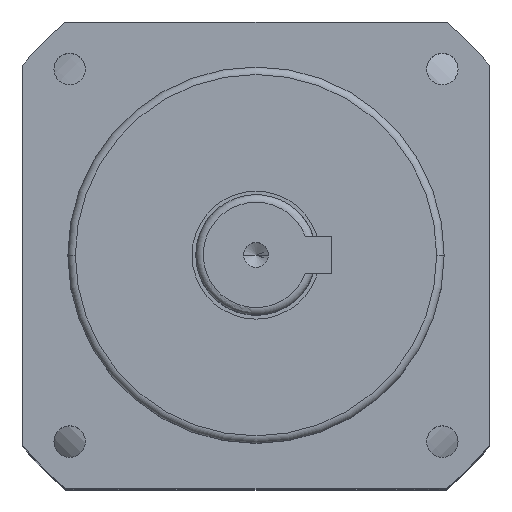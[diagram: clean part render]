
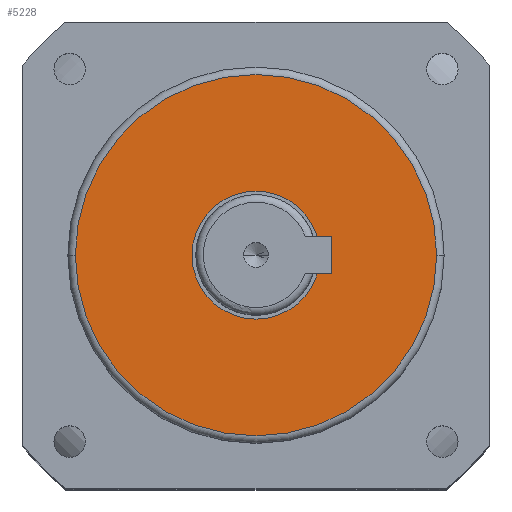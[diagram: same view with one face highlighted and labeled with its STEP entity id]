
A CAD part, top view. The second image highlights one B-rep face of the part: STEP entity #5228.
In plain terms, the highlighted planar face has unit normal (0, 0, 1).
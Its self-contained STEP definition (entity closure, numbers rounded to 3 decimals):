
#173 = ORIENTED_EDGE ( 'NONE', *, *, #1879, .F. ) ;
#441 = AXIS2_PLACEMENT_3D ( 'NONE', #4949, #1936, #5462 ) ;
#551 = CARTESIAN_POINT ( 'NONE',  ( 0., 24., -21. ) ) ;
#790 = EDGE_CURVE ( 'NONE', #6637, #6030, #2078, .T. ) ;
#1093 = DIRECTION ( 'NONE',  ( 0., 0., 1. ) ) ;
#1338 = CARTESIAN_POINT ( 'NONE',  ( 8.5, 0., -21. ) ) ;
#1433 = ORIENTED_EDGE ( 'NONE', *, *, #790, .T. ) ;
#1557 = PLANE ( 'NONE',  #5567 ) ;
#1601 = DIRECTION ( 'NONE',  ( -1., 0., 0. ) ) ;
#1879 = EDGE_CURVE ( 'NONE', #4613, #5511, #1956, .T. ) ;
#1936 = DIRECTION ( 'NONE',  ( 0., 0., 1. ) ) ;
#1956 = CIRCLE ( 'NONE', #441, 8.5 ) ;
#2078 = CIRCLE ( 'NONE', #3436, 24. ) ;
#2364 = EDGE_LOOP ( 'NONE', ( #4863, #173 ) ) ;
#2591 = DIRECTION ( 'NONE',  ( 0., 0., 1. ) ) ;
#2628 = ORIENTED_EDGE ( 'NONE', *, *, #6432, .T. ) ;
#3124 = CARTESIAN_POINT ( 'NONE',  ( 0., 0., -21. ) ) ;
#3164 = CIRCLE ( 'NONE', #3713, 24. ) ;
#3419 = CARTESIAN_POINT ( 'NONE',  ( -8.5, 0., -21. ) ) ;
#3436 = AXIS2_PLACEMENT_3D ( 'NONE', #3124, #3636, #4114 ) ;
#3636 = DIRECTION ( 'NONE',  ( 0., 0., 1. ) ) ;
#3713 = AXIS2_PLACEMENT_3D ( 'NONE', #5592, #2591, #6116 ) ;
#4028 = EDGE_CURVE ( 'NONE', #5511, #4613, #5829, .T. ) ;
#4114 = DIRECTION ( 'NONE',  ( 1., 0., 0. ) ) ;
#4116 = CARTESIAN_POINT ( 'NONE',  ( 0., 0., -21. ) ) ;
#4213 = CARTESIAN_POINT ( 'NONE',  ( -24., 0., -21. ) ) ;
#4512 = CARTESIAN_POINT ( 'NONE',  ( 24., 0., -21. ) ) ;
#4613 = VERTEX_POINT ( 'NONE', #3419 ) ;
#4623 = DIRECTION ( 'NONE',  ( 0., 0., -1. ) ) ;
#4641 = DIRECTION ( 'NONE',  ( 1., 0., 0. ) ) ;
#4863 = ORIENTED_EDGE ( 'NONE', *, *, #4028, .F. ) ;
#4949 = CARTESIAN_POINT ( 'NONE',  ( 0., 0., -21. ) ) ;
#5000 = EDGE_LOOP ( 'NONE', ( #2628, #1433 ) ) ;
#5087 = FACE_OUTER_BOUND ( 'NONE', #5000, .T. ) ;
#5142 = AXIS2_PLACEMENT_3D ( 'NONE', #4116, #1093, #4641 ) ;
#5228 = ADVANCED_FACE ( 'NONE', ( #6610, #5087 ), #1557, .F. ) ;
#5462 = DIRECTION ( 'NONE',  ( 1., 0., 0. ) ) ;
#5511 = VERTEX_POINT ( 'NONE', #1338 ) ;
#5567 = AXIS2_PLACEMENT_3D ( 'NONE', #551, #4623, #1601 ) ;
#5592 = CARTESIAN_POINT ( 'NONE',  ( 0., 0., -21. ) ) ;
#5829 = CIRCLE ( 'NONE', #5142, 8.5 ) ;
#6030 = VERTEX_POINT ( 'NONE', #4512 ) ;
#6116 = DIRECTION ( 'NONE',  ( 1., 0., 0. ) ) ;
#6432 = EDGE_CURVE ( 'NONE', #6030, #6637, #3164, .T. ) ;
#6610 = FACE_BOUND ( 'NONE', #2364, .T. ) ;
#6637 = VERTEX_POINT ( 'NONE', #4213 ) ;
